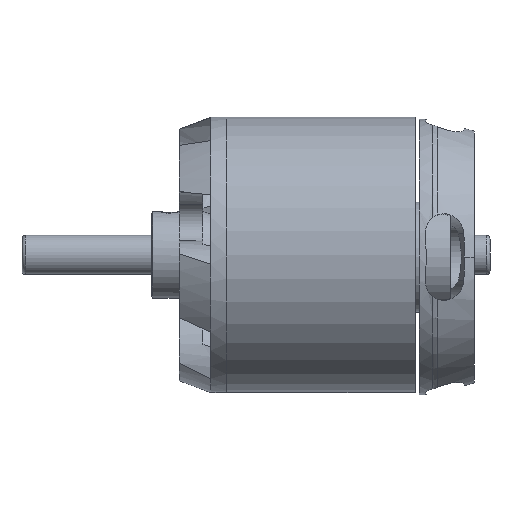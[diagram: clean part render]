
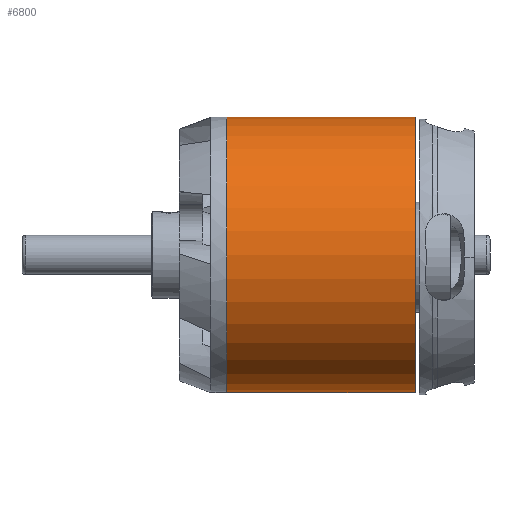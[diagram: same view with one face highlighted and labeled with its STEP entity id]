
A CAD part, left-side view. The second image highlights one B-rep face of the part: STEP entity #6800.
In plain terms, the highlighted cylindrical face has radius 17.5 mm (diameter 35 mm), a partial arc.
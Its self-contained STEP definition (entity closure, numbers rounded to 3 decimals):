
#750 = CARTESIAN_POINT ( 'NONE',  ( 12.451, 11.393, 9.263 ) ) ;
#1090 = DIRECTION ( 'NONE',  ( 0., -1., 0. ) ) ;
#1426 = CYLINDRICAL_SURFACE ( 'NONE', #3103, 17.5 ) ;
#1568 = DIRECTION ( 'NONE',  ( 0., -1., 0. ) ) ;
#1689 = ORIENTED_EDGE ( 'NONE', *, *, #4218, .F. ) ;
#2141 = DIRECTION ( 'NONE',  ( 0., 1., 0. ) ) ;
#2887 = LINE ( 'NONE', #6818, #5597 ) ;
#3103 = AXIS2_PLACEMENT_3D ( 'NONE', #10732, #1568, #7532 ) ;
#4021 = AXIS2_PLACEMENT_3D ( 'NONE', #12238, #1090, #4068 ) ;
#4068 = DIRECTION ( 'NONE',  ( 0., 0., -1. ) ) ;
#4218 = EDGE_CURVE ( 'NONE', #7876, #9523, #2887, .T. ) ;
#4382 = ORIENTED_EDGE ( 'NONE', *, *, #11628, .T. ) ;
#4480 = VERTEX_POINT ( 'NONE', #12037 ) ;
#5094 = ORIENTED_EDGE ( 'NONE', *, *, #12503, .T. ) ;
#5597 = VECTOR ( 'NONE', #7784, 1000. ) ;
#6383 = AXIS2_PLACEMENT_3D ( 'NONE', #8651, #2141, #12803 ) ;
#6559 = VECTOR ( 'NONE', #11277, 1000. ) ;
#6800 = ADVANCED_FACE ( 'NONE', ( #11815 ), #1426, .T. ) ;
#6818 = CARTESIAN_POINT ( 'NONE',  ( 12.451, 35.393, 44.263 ) ) ;
#7532 = DIRECTION ( 'NONE',  ( 0., 0., -1. ) ) ;
#7784 = DIRECTION ( 'NONE',  ( 0., -1., 0. ) ) ;
#7876 = VERTEX_POINT ( 'NONE', #11690 ) ;
#8078 = CARTESIAN_POINT ( 'NONE',  ( 12.451, 35.393, 9.263 ) ) ;
#8651 = CARTESIAN_POINT ( 'NONE',  ( 12.451, 11.393, 26.763 ) ) ;
#9523 = VERTEX_POINT ( 'NONE', #10724 ) ;
#9683 = ORIENTED_EDGE ( 'NONE', *, *, #11361, .T. ) ;
#10587 = EDGE_LOOP ( 'NONE', ( #1689, #4382, #5094, #9683 ) ) ;
#10724 = CARTESIAN_POINT ( 'NONE',  ( 12.451, 11.393, 44.263 ) ) ;
#10732 = CARTESIAN_POINT ( 'NONE',  ( 12.451, 35.393, 26.763 ) ) ;
#11277 = DIRECTION ( 'NONE',  ( 0., -1., 0. ) ) ;
#11361 = EDGE_CURVE ( 'NONE', #11809, #9523, #11603, .T. ) ;
#11603 = CIRCLE ( 'NONE', #6383, 17.5 ) ;
#11628 = EDGE_CURVE ( 'NONE', #7876, #4480, #11847, .T. ) ;
#11690 = CARTESIAN_POINT ( 'NONE',  ( 12.451, 35.393, 44.263 ) ) ;
#11809 = VERTEX_POINT ( 'NONE', #750 ) ;
#11815 = FACE_OUTER_BOUND ( 'NONE', #10587, .T. ) ;
#11847 = CIRCLE ( 'NONE', #4021, 17.5 ) ;
#12037 = CARTESIAN_POINT ( 'NONE',  ( 12.451, 35.393, 9.263 ) ) ;
#12238 = CARTESIAN_POINT ( 'NONE',  ( 12.451, 35.393, 26.763 ) ) ;
#12503 = EDGE_CURVE ( 'NONE', #4480, #11809, #13259, .T. ) ;
#12803 = DIRECTION ( 'NONE',  ( 0., 0., -1. ) ) ;
#13259 = LINE ( 'NONE', #8078, #6559 ) ;
